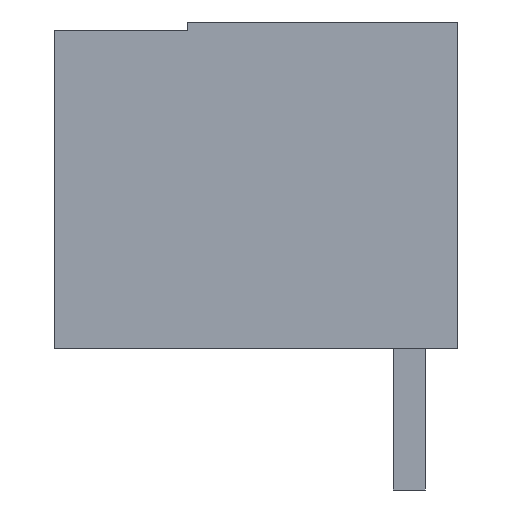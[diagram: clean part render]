
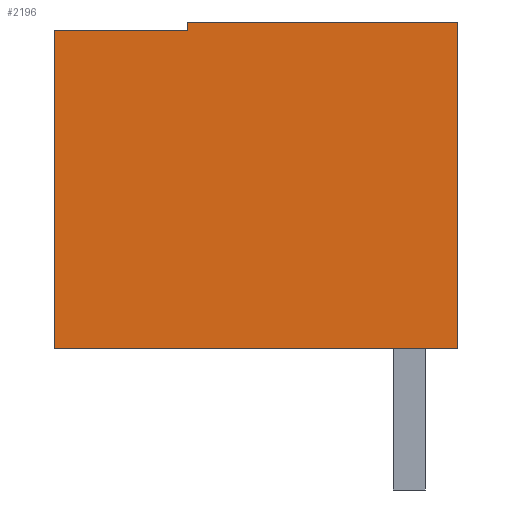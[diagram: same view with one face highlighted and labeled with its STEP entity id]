
A CAD part, left-side view. The second image highlights one B-rep face of the part: STEP entity #2196.
In plain terms, the highlighted planar face has unit normal (-1, 0, 0).
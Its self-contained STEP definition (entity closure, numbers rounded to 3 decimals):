
#352 = CARTESIAN_POINT ( 'NONE',  ( -12.33, 5.5, 7.9 ) ) ;
#434 = LINE ( 'NONE', #6841, #5753 ) ;
#654 = DIRECTION ( 'NONE',  ( 0., 0., 1. ) ) ;
#725 = VECTOR ( 'NONE', #6033, 1000. ) ;
#863 = VERTEX_POINT ( 'NONE', #3645 ) ;
#884 = FACE_OUTER_BOUND ( 'NONE', #2680, .T. ) ;
#1250 = ORIENTED_EDGE ( 'NONE', *, *, #6434, .F. ) ;
#1521 = ORIENTED_EDGE ( 'NONE', *, *, #5039, .F. ) ;
#1749 = PLANE ( 'NONE',  #3332 ) ;
#1787 = CARTESIAN_POINT ( 'NONE',  ( -12.33, 8.8, 7.9 ) ) ;
#1835 = CARTESIAN_POINT ( 'NONE',  ( -12.33, 5.5, 8.1 ) ) ;
#2196 = ADVANCED_FACE ( 'NONE', ( #884 ), #1749, .T. ) ;
#2298 = VECTOR ( 'NONE', #5239, 1000. ) ;
#2343 = DIRECTION ( 'NONE',  ( 0., -1., 0. ) ) ;
#2456 = EDGE_CURVE ( 'NONE', #5912, #6217, #434, .T. ) ;
#2655 = CARTESIAN_POINT ( 'NONE',  ( -12.33, -1.2, 0. ) ) ;
#2680 = EDGE_LOOP ( 'NONE', ( #2807, #6743, #1250, #6326, #1521, #5015 ) ) ;
#2761 = LINE ( 'NONE', #1835, #4204 ) ;
#2807 = ORIENTED_EDGE ( 'NONE', *, *, #6477, .F. ) ;
#3037 = CARTESIAN_POINT ( 'NONE',  ( -12.33, -1.2, 8.1 ) ) ;
#3106 = VERTEX_POINT ( 'NONE', #4840 ) ;
#3112 = EDGE_CURVE ( 'NONE', #863, #3106, #6329, .T. ) ;
#3332 = AXIS2_PLACEMENT_3D ( 'NONE', #4122, #3497, #2343 ) ;
#3336 = VERTEX_POINT ( 'NONE', #5125 ) ;
#3497 = DIRECTION ( 'NONE',  ( -1., 0., 0. ) ) ;
#3645 = CARTESIAN_POINT ( 'NONE',  ( -12.33, 8.8, 0. ) ) ;
#3998 = LINE ( 'NONE', #7227, #6327 ) ;
#4122 = CARTESIAN_POINT ( 'NONE',  ( -12.33, 0., 0. ) ) ;
#4204 = VECTOR ( 'NONE', #654, 1000. ) ;
#4283 = DIRECTION ( 'NONE',  ( 0., 0., -1. ) ) ;
#4840 = CARTESIAN_POINT ( 'NONE',  ( -12.33, 8.8, 7.9 ) ) ;
#4870 = LINE ( 'NONE', #4953, #7923 ) ;
#4953 = CARTESIAN_POINT ( 'NONE',  ( -12.33, -1.2, 8.1 ) ) ;
#5015 = ORIENTED_EDGE ( 'NONE', *, *, #2456, .F. ) ;
#5039 = EDGE_CURVE ( 'NONE', #6217, #863, #6815, .T. ) ;
#5125 = CARTESIAN_POINT ( 'NONE',  ( -12.33, 5.5, 8.1 ) ) ;
#5173 = CARTESIAN_POINT ( 'NONE',  ( -12.33, -1.2, 0. ) ) ;
#5239 = DIRECTION ( 'NONE',  ( 0., 1., 0. ) ) ;
#5707 = VERTEX_POINT ( 'NONE', #352 ) ;
#5753 = VECTOR ( 'NONE', #4283, 1000. ) ;
#5912 = VERTEX_POINT ( 'NONE', #3037 ) ;
#5918 = EDGE_CURVE ( 'NONE', #5707, #3336, #2761, .T. ) ;
#6033 = DIRECTION ( 'NONE',  ( 0., 0., 1. ) ) ;
#6199 = DIRECTION ( 'NONE',  ( 0., -1., 0. ) ) ;
#6217 = VERTEX_POINT ( 'NONE', #5173 ) ;
#6326 = ORIENTED_EDGE ( 'NONE', *, *, #3112, .F. ) ;
#6327 = VECTOR ( 'NONE', #7882, 1000. ) ;
#6329 = LINE ( 'NONE', #1787, #725 ) ;
#6434 = EDGE_CURVE ( 'NONE', #3106, #5707, #3998, .T. ) ;
#6477 = EDGE_CURVE ( 'NONE', #3336, #5912, #4870, .T. ) ;
#6743 = ORIENTED_EDGE ( 'NONE', *, *, #5918, .F. ) ;
#6815 = LINE ( 'NONE', #2655, #2298 ) ;
#6841 = CARTESIAN_POINT ( 'NONE',  ( -12.33, -1.2, 8.1 ) ) ;
#7227 = CARTESIAN_POINT ( 'NONE',  ( -12.33, 8.8, 7.9 ) ) ;
#7882 = DIRECTION ( 'NONE',  ( 0., -1., 0. ) ) ;
#7923 = VECTOR ( 'NONE', #6199, 1000. ) ;
